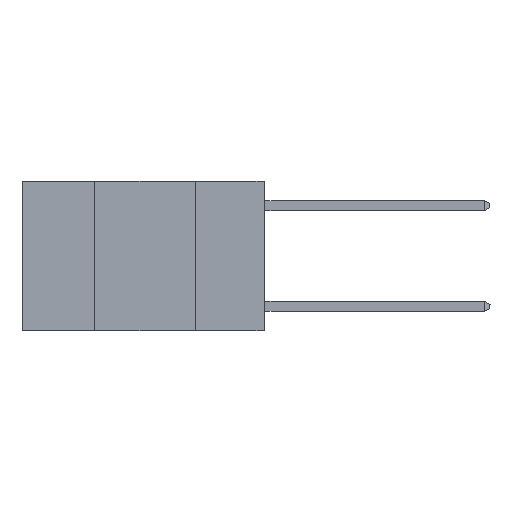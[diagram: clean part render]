
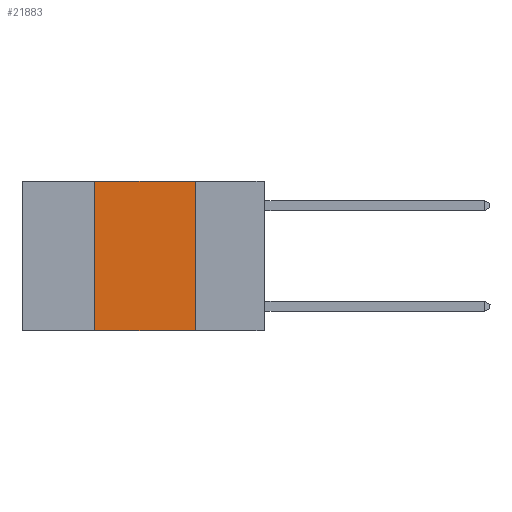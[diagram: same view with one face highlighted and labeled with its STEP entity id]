
A CAD part, left-side view. The second image highlights one B-rep face of the part: STEP entity #21883.
In plain terms, the highlighted planar face has unit normal (-1, 0, 0).
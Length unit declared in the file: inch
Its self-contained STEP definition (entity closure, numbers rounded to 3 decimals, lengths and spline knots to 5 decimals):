
#1286 = LINE ( 'NONE', #30591, #25843 ) ;
#3646 = ORIENTED_EDGE ( 'NONE', *, *, #15940, .F. ) ;
#5396 = DIRECTION ( 'NONE',  ( 1., 0., 0. ) ) ;
#5445 = EDGE_CURVE ( 'NONE', #8802, #6735, #1286, .T. ) ;
#6653 = ORIENTED_EDGE ( 'NONE', *, *, #5445, .F. ) ;
#6735 = VERTEX_POINT ( 'NONE', #21373 ) ;
#6815 = CARTESIAN_POINT ( 'NONE',  ( 0., 0.17, 0. ) ) ;
#7406 = DIRECTION ( 'NONE',  ( 0., 0., 1. ) ) ;
#7623 = DIRECTION ( 'NONE',  ( 0., -1., 0. ) ) ;
#8741 = FACE_OUTER_BOUND ( 'NONE', #19047, .T. ) ;
#8802 = VERTEX_POINT ( 'NONE', #10208 ) ;
#9017 = VECTOR ( 'NONE', #7406, 39.37008 ) ;
#10208 = CARTESIAN_POINT ( 'NONE',  ( 0., 0.42, 0. ) ) ;
#13042 = ORIENTED_EDGE ( 'NONE', *, *, #24227, .F. ) ;
#15940 = EDGE_CURVE ( 'NONE', #6735, #17341, #16549, .T. ) ;
#16254 = CARTESIAN_POINT ( 'NONE',  ( 0., 0.17, -0.37 ) ) ;
#16361 = CARTESIAN_POINT ( 'NONE',  ( 0., 0.42, -0.37 ) ) ;
#16549 = LINE ( 'NONE', #6815, #21287 ) ;
#16909 = LINE ( 'NONE', #28929, #27967 ) ;
#17341 = VERTEX_POINT ( 'NONE', #16254 ) ;
#17363 = VERTEX_POINT ( 'NONE', #16361 ) ;
#19047 = EDGE_LOOP ( 'NONE', ( #3646, #6653, #13042, #19289 ) ) ;
#19289 = ORIENTED_EDGE ( 'NONE', *, *, #23244, .T. ) ;
#19661 = CARTESIAN_POINT ( 'NONE',  ( 0., 0.6, 0. ) ) ;
#20156 = LINE ( 'NONE', #23990, #9017 ) ;
#21287 = VECTOR ( 'NONE', #25791, 39.37008 ) ;
#21373 = CARTESIAN_POINT ( 'NONE',  ( 0., 0.17, 0. ) ) ;
#21883 = ADVANCED_FACE ( 'NONE', ( #8741 ), #29007, .F. ) ;
#21987 = DIRECTION ( 'NONE',  ( 0., 0., -1. ) ) ;
#23244 = EDGE_CURVE ( 'NONE', #17363, #17341, #16909, .T. ) ;
#23618 = DIRECTION ( 'NONE',  ( 0., -1., 0. ) ) ;
#23990 = CARTESIAN_POINT ( 'NONE',  ( 0., 0.42, 0. ) ) ;
#24227 = EDGE_CURVE ( 'NONE', #17363, #8802, #20156, .T. ) ;
#25791 = DIRECTION ( 'NONE',  ( 0., 0., -1. ) ) ;
#25843 = VECTOR ( 'NONE', #23618, 39.37008 ) ;
#27967 = VECTOR ( 'NONE', #7623, 39.37008 ) ;
#28549 = AXIS2_PLACEMENT_3D ( 'NONE', #19661, #5396, #21987 ) ;
#28929 = CARTESIAN_POINT ( 'NONE',  ( 0., 0.6, -0.37 ) ) ;
#29007 = PLANE ( 'NONE',  #28549 ) ;
#30591 = CARTESIAN_POINT ( 'NONE',  ( 0., 0.6, 0. ) ) ;
